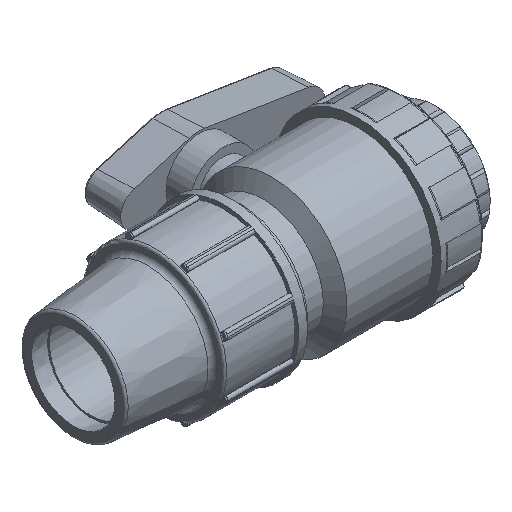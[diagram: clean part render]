
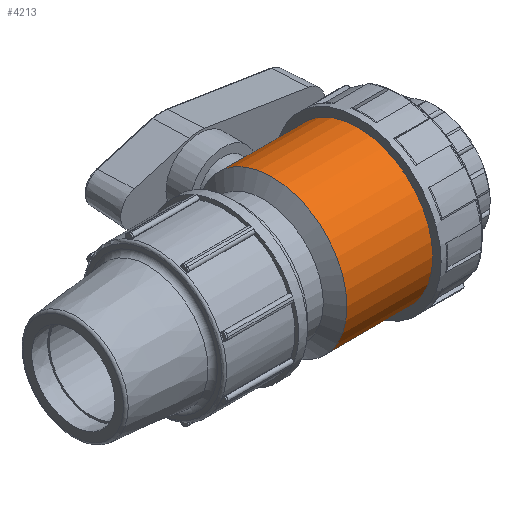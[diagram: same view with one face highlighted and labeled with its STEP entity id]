
A CAD part, isometric view. The second image highlights one B-rep face of the part: STEP entity #4213.
In plain terms, the highlighted cylindrical face has radius 36 mm (diameter 72 mm), a full revolution.
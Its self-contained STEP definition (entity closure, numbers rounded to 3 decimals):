
#56=FACE_BOUND('',#864,.T.);
#57=FACE_BOUND('',#865,.T.);
#291=B_SPLINE_CURVE_WITH_KNOTS('',3,(#7674,#7675,#7676,#7677,#7678,#7679,
#7680,#7681,#7682,#7683,#7684,#7685,#7686,#7687,#7688,#7689,#7690,#7691,
#7692,#7693,#7694,#7695,#7696,#7697,#7698,#7699,#7700,#7701,#7702,#7703,
#7704,#7705,#7706,#7707),.UNSPECIFIED.,.T.,.F.,(4,2,2,2,2,2,2,2,2,2,2,2,
2,2,2,2,4),(0.,0.456,0.912,1.368,1.823,
2.279,2.735,3.191,3.647,4.102,
4.558,5.014,5.47,5.926,6.381,
6.837,7.293),.UNSPECIFIED.);
#593=FACE_OUTER_BOUND('',#863,.T.);
#863=EDGE_LOOP('',(#3879));
#864=EDGE_LOOP('',(#3880));
#865=EDGE_LOOP('',(#3881));
#1598=CIRCLE('',#4703,36.);
#1599=CIRCLE('',#4705,36.);
#1859=VERTEX_POINT('',#7673);
#2011=VERTEX_POINT('',#8595);
#2012=VERTEX_POINT('',#8598);
#2414=EDGE_CURVE('',#1859,#1859,#291,.T.);
#2638=EDGE_CURVE('',#2011,#2011,#1598,.T.);
#2639=EDGE_CURVE('',#2012,#2012,#1599,.T.);
#3879=ORIENTED_EDGE('',*,*,#2639,.F.);
#3880=ORIENTED_EDGE('',*,*,#2414,.T.);
#3881=ORIENTED_EDGE('',*,*,#2638,.T.);
#3971=CYLINDRICAL_SURFACE('',#4704,36.);
#4213=ADVANCED_FACE('',(#593,#56,#57),#3971,.T.);
#4703=AXIS2_PLACEMENT_3D('',#8596,#5908,#5909);
#4704=AXIS2_PLACEMENT_3D('',#8597,#5910,#5911);
#4705=AXIS2_PLACEMENT_3D('',#8599,#5912,#5913);
#5908=DIRECTION('center_axis',(-1.,0.,0.));
#5909=DIRECTION('ref_axis',(0.,0.,1.));
#5910=DIRECTION('center_axis',(-1.,0.,0.));
#5911=DIRECTION('ref_axis',(0.,1.,0.));
#5912=DIRECTION('center_axis',(-1.,0.,0.));
#5913=DIRECTION('ref_axis',(0.,0.,1.));
#7673=CARTESIAN_POINT('',(0.,33.941,12.));
#7674=CARTESIAN_POINT('Ctrl Pts',(0.,33.941,
12.));
#7675=CARTESIAN_POINT('Ctrl Pts',(-1.52,33.941,12.));
#7676=CARTESIAN_POINT('Ctrl Pts',(-3.132,34.054,11.694));
#7677=CARTESIAN_POINT('Ctrl Pts',(-6.085,34.451,10.466));
#7678=CARTESIAN_POINT('Ctrl Pts',(-7.426,34.729,9.544));
#7679=CARTESIAN_POINT('Ctrl Pts',(-9.544,35.242,7.427));
#7680=CARTESIAN_POINT('Ctrl Pts',(-10.466,35.513,6.085));
#7681=CARTESIAN_POINT('Ctrl Pts',(-11.694,35.894,3.132));
#7682=CARTESIAN_POINT('Ctrl Pts',(-12.,36.,1.519));
#7683=CARTESIAN_POINT('Ctrl Pts',(-12.,36.,-1.519));
#7684=CARTESIAN_POINT('Ctrl Pts',(-11.694,35.894,-3.132));
#7685=CARTESIAN_POINT('Ctrl Pts',(-10.466,35.513,-6.085));
#7686=CARTESIAN_POINT('Ctrl Pts',(-9.544,35.242,-7.427));
#7687=CARTESIAN_POINT('Ctrl Pts',(-7.426,34.729,-9.544));
#7688=CARTESIAN_POINT('Ctrl Pts',(-6.085,34.451,-10.466));
#7689=CARTESIAN_POINT('Ctrl Pts',(-3.132,34.054,-11.694));
#7690=CARTESIAN_POINT('Ctrl Pts',(-1.52,33.941,-12.));
#7691=CARTESIAN_POINT('Ctrl Pts',(1.52,33.941,-12.));
#7692=CARTESIAN_POINT('Ctrl Pts',(3.132,34.054,-11.694));
#7693=CARTESIAN_POINT('Ctrl Pts',(6.085,34.451,-10.466));
#7694=CARTESIAN_POINT('Ctrl Pts',(7.426,34.729,-9.544));
#7695=CARTESIAN_POINT('Ctrl Pts',(9.544,35.242,-7.427));
#7696=CARTESIAN_POINT('Ctrl Pts',(10.466,35.513,-6.085));
#7697=CARTESIAN_POINT('Ctrl Pts',(11.694,35.894,-3.132));
#7698=CARTESIAN_POINT('Ctrl Pts',(12.,36.,-1.519));
#7699=CARTESIAN_POINT('Ctrl Pts',(12.,36.,1.519));
#7700=CARTESIAN_POINT('Ctrl Pts',(11.694,35.894,3.132));
#7701=CARTESIAN_POINT('Ctrl Pts',(10.466,35.513,6.085));
#7702=CARTESIAN_POINT('Ctrl Pts',(9.544,35.242,7.427));
#7703=CARTESIAN_POINT('Ctrl Pts',(7.426,34.729,9.544));
#7704=CARTESIAN_POINT('Ctrl Pts',(6.085,34.451,10.466));
#7705=CARTESIAN_POINT('Ctrl Pts',(3.132,34.054,11.694));
#7706=CARTESIAN_POINT('Ctrl Pts',(1.52,33.941,12.));
#7707=CARTESIAN_POINT('Ctrl Pts',(0.,33.941,
12.));
#8595=CARTESIAN_POINT('',(20.6,36.,0.));
#8596=CARTESIAN_POINT('Origin',(20.6,0.,0.));
#8597=CARTESIAN_POINT('Origin',(0.,0.,0.));
#8598=CARTESIAN_POINT('',(-20.6,36.,0.));
#8599=CARTESIAN_POINT('Origin',(-20.6,0.,0.));
